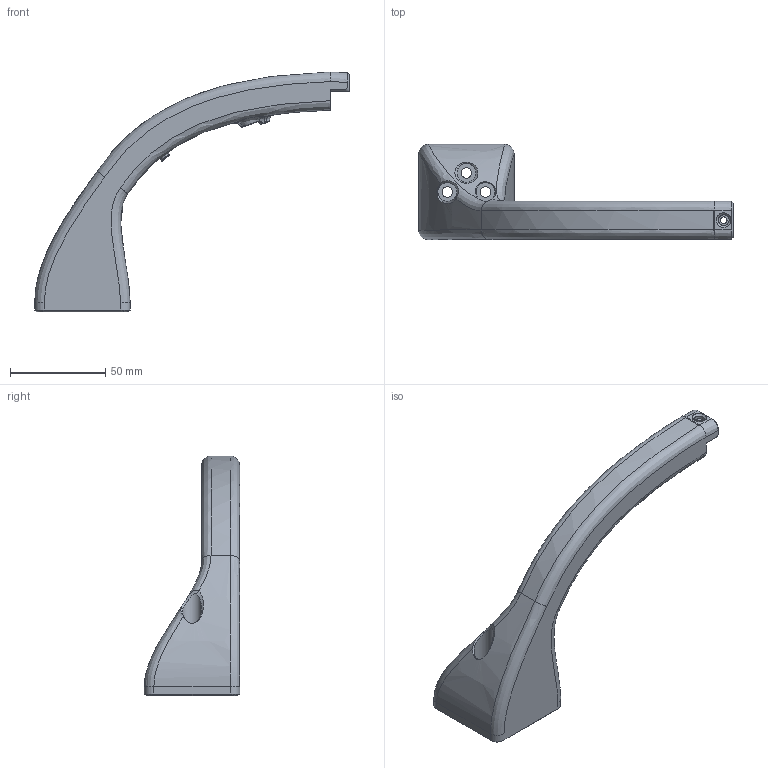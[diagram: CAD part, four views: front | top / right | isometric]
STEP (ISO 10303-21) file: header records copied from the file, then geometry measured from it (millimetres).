
FILE_DESCRIPTION(/* description */ ('STEP AP242 Edition 2','CAx-IF Rec.Pracs.---Representation and Presentation of Product Manufacturing Information (PMI)---4.0---2014-10-13','CAx-IF Rec.Pracs.---3D Tessellated Geometry---0.4---2014-09-14','2;1','CAx-IF Rec.Pracs.---User Defined Attributes---1.5---2016-08-15'),/* implementation_level */ '2;1');
FILE_NAME(/* name */ '6922946ec999ff064ce3f42a',/* time_stamp */ '2025-11-23T04:58:23Z',/* author */ (''),/* organization */ (''),/* preprocessor_version */ 'ST-DEVELOPER v20',/* originating_system */ 'ONSHAPE BY PTC INC, 1.207',/* authorisation */ ' ');
FILE_SCHEMA (('AP242_MANAGED_MODEL_BASED_3D_ENGINEERING_MIM_LF { 1 0 10303 442 3 1 4 }'));
Length unit declared in the file: metre
Products named in the file (1): Gantry Piece 1
Bounding box: 165 x 50 x 125.86 mm (x, y, z)
Volume: 140642.8 mm3; surface area: 26521.8 mm2
Topology: 1 solids, 1 shells, 117 faces, 294 edges, 182 vertices
Faces by surface type: bspline 55, plane 29, cylinder 25, cone 6, torus 2
Full cylindrical faces by diameter (mm): 3.5 x1, 4.6 x1, 5 x1, 5.5 x3, 5.65 x1, 10 x3
Entity records: 6561 total; most frequent: CARTESIAN_POINT 4293, ORIENTED_EDGE 552, DIRECTION 292, EDGE_CURVE 276, VERTEX_POINT 176, B_SPLINE_CURVE_WITH_KNOTS 165, EDGE_LOOP 140, FACE_BOUND 140
